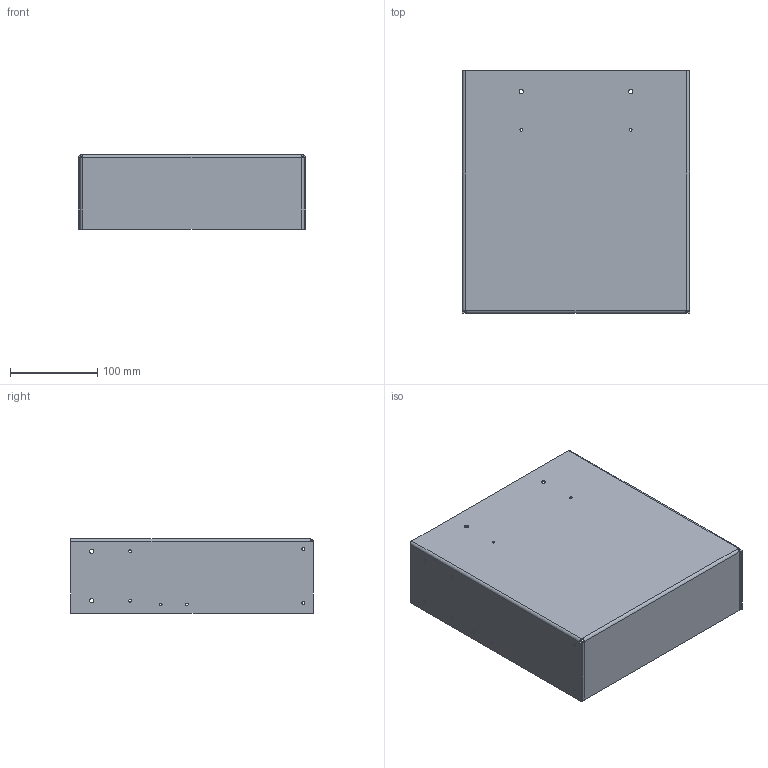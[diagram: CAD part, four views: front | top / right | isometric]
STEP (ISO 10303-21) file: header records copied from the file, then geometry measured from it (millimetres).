
FILE_DESCRIPTION(/* description */ (''),/* implementation_level */ '2;1');
FILE_NAME(/* name */ 'drawer_pcb.stp',/* time_stamp */ '2016-06-11T23:12:57-07:00',/* author */ ('cruiser'),/* organization */ (''),/* preprocessor_version */ 'ST-DEVELOPER v15.2',/* originating_system */ 'Autodesk Inventor 2014',/* authorisation */ '');
FILE_SCHEMA (('AUTOMOTIVE_DESIGN { 1 0 10303 214 3 1 1 }'));
Length unit declared in the file: millimetre
Products named in the file (1): drawer_pcb
Bounding box: 260.48 x 278.18 x 85.24 mm (x, y, z)
Volume: 224713.3 mm3; surface area: 286456.4 mm2
Topology: 1 solids, 1 shells, 78 faces, 188 edges, 112 vertices
Faces by surface type: plane 44, cylinder 34
Full cylindrical faces by diameter (mm): 3 x10, 3.3 x8, 5 x6
Entity records: 2325 total; most frequent: DIRECTION 390, CARTESIAN_POINT 355, ORIENTED_EDGE 328, EDGE_CURVE 164, EDGE_LOOP 152, AXIS2_PLACEMENT_3D 147, VERTEX_POINT 112, LINE 96
